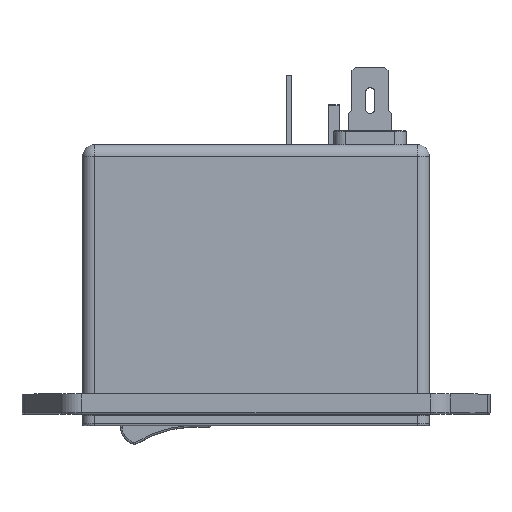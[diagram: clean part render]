
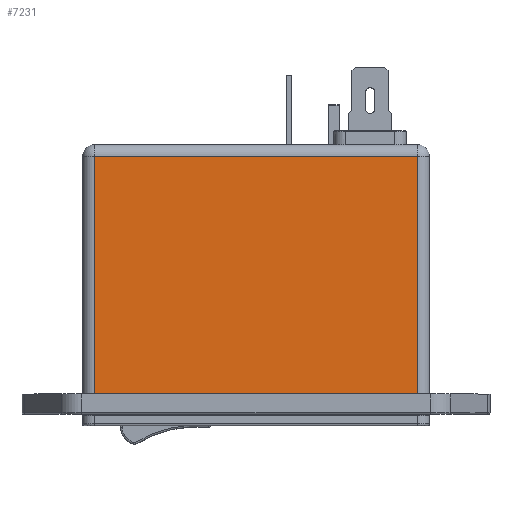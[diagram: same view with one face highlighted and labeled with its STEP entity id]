
A CAD part, top view. The second image highlights one B-rep face of the part: STEP entity #7231.
In plain terms, the highlighted planar face has unit normal (0, 0, 1).
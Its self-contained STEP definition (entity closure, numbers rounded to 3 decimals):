
#186 = CYLINDRICAL_SURFACE('',#187,2.);
#187 = AXIS2_PLACEMENT_3D('',#188,#189,#190);
#188 = CARTESIAN_POINT('',(-144.667,-222.395,51.6));
#189 = DIRECTION('',(1.,0.,0.));
#190 = DIRECTION('',(0.,1.,-0.));
#6224 = VERTEX_POINT('',#6225);
#6225 = CARTESIAN_POINT('',(-144.645,-222.395,53.6));
#6274 = EDGE_CURVE('',#6224,#6275,#6277,.T.);
#6275 = VERTEX_POINT('',#6276);
#6276 = CARTESIAN_POINT('',(-88.695,-222.395,53.6));
#6277 = SURFACE_CURVE('',#6278,(#6282,#6289),.PCURVE_S1.);
#6278 = LINE('',#6279,#6280);
#6279 = CARTESIAN_POINT('',(-144.645,-222.395,53.6));
#6280 = VECTOR('',#6281,1.);
#6281 = DIRECTION('',(1.,0.,0.));
#6282 = PCURVE('',#186,#6283);
#6283 = DEFINITIONAL_REPRESENTATION('',(#6284),#6288);
#6284 = LINE('',#6285,#6286);
#6285 = CARTESIAN_POINT('',(1.571,0.022));
#6286 = VECTOR('',#6287,1.);
#6287 = DIRECTION('',(0.,1.));
#6288 = ( GEOMETRIC_REPRESENTATION_CONTEXT(2) 
PARAMETRIC_REPRESENTATION_CONTEXT() REPRESENTATION_CONTEXT('2D SPACE',''
  ) );
#6289 = PCURVE('',#6290,#6295);
#6290 = PLANE('',#6291);
#6291 = AXIS2_PLACEMENT_3D('',#6292,#6293,#6294);
#6292 = CARTESIAN_POINT('',(-86.695,-220.395,53.6));
#6293 = DIRECTION('',(0.,0.,1.));
#6294 = DIRECTION('',(-1.,0.,0.));
#6295 = DEFINITIONAL_REPRESENTATION('',(#6296),#6300);
#6296 = LINE('',#6297,#6298);
#6297 = CARTESIAN_POINT('',(57.95,2.));
#6298 = VECTOR('',#6299,1.);
#6299 = DIRECTION('',(-1.,0.));
#6300 = ( GEOMETRIC_REPRESENTATION_CONTEXT(2) 
PARAMETRIC_REPRESENTATION_CONTEXT() REPRESENTATION_CONTEXT('2D SPACE',''
  ) );
#6417 = CYLINDRICAL_SURFACE('',#6418,2.);
#6418 = AXIS2_PLACEMENT_3D('',#6419,#6420,#6421);
#6419 = CARTESIAN_POINT('',(-88.695,-339.952,51.6));
#6420 = DIRECTION('',(0.,1.,-0.));
#6421 = DIRECTION('',(0.,0.,1.));
#6432 = EDGE_CURVE('',#6433,#6275,#6435,.T.);
#6433 = VERTEX_POINT('',#6434);
#6434 = CARTESIAN_POINT('',(-88.695,-263.495,53.6));
#6435 = SURFACE_CURVE('',#6436,(#6440,#6447),.PCURVE_S1.);
#6436 = LINE('',#6437,#6438);
#6437 = CARTESIAN_POINT('',(-88.695,-263.495,53.6));
#6438 = VECTOR('',#6439,1.);
#6439 = DIRECTION('',(0.,1.,-0.));
#6440 = PCURVE('',#6417,#6441);
#6441 = DEFINITIONAL_REPRESENTATION('',(#6442),#6446);
#6442 = LINE('',#6443,#6444);
#6443 = CARTESIAN_POINT('',(0.,76.457));
#6444 = VECTOR('',#6445,1.);
#6445 = DIRECTION('',(0.,1.));
#6446 = ( GEOMETRIC_REPRESENTATION_CONTEXT(2) 
PARAMETRIC_REPRESENTATION_CONTEXT() REPRESENTATION_CONTEXT('2D SPACE',''
  ) );
#6447 = PCURVE('',#6290,#6448);
#6448 = DEFINITIONAL_REPRESENTATION('',(#6449),#6453);
#6449 = LINE('',#6450,#6451);
#6450 = CARTESIAN_POINT('',(2.,43.1));
#6451 = VECTOR('',#6452,1.);
#6452 = DIRECTION('',(0.,-1.));
#6453 = ( GEOMETRIC_REPRESENTATION_CONTEXT(2) 
PARAMETRIC_REPRESENTATION_CONTEXT() REPRESENTATION_CONTEXT('2D SPACE',''
  ) );
#6472 = PLANE('',#6473);
#6473 = AXIS2_PLACEMENT_3D('',#6474,#6475,#6476);
#6474 = CARTESIAN_POINT('',(-116.67,-263.495,39.35));
#6475 = DIRECTION('',(0.,-1.,0.));
#6476 = DIRECTION('',(0.,0.,-1.));
#7071 = CYLINDRICAL_SURFACE('',#7072,2.);
#7072 = AXIS2_PLACEMENT_3D('',#7073,#7074,#7075);
#7073 = CARTESIAN_POINT('',(-144.645,-339.952,51.6));
#7074 = DIRECTION('',(0.,1.,-0.));
#7075 = DIRECTION('',(-1.,0.,0.));
#7187 = VERTEX_POINT('',#7188);
#7188 = CARTESIAN_POINT('',(-144.645,-263.495,53.6));
#7210 = EDGE_CURVE('',#7187,#6224,#7211,.T.);
#7211 = SURFACE_CURVE('',#7212,(#7216,#7223),.PCURVE_S1.);
#7212 = LINE('',#7213,#7214);
#7213 = CARTESIAN_POINT('',(-144.645,-263.495,53.6));
#7214 = VECTOR('',#7215,1.);
#7215 = DIRECTION('',(0.,1.,-0.));
#7216 = PCURVE('',#7071,#7217);
#7217 = DEFINITIONAL_REPRESENTATION('',(#7218),#7222);
#7218 = LINE('',#7219,#7220);
#7219 = CARTESIAN_POINT('',(1.571,76.457));
#7220 = VECTOR('',#7221,1.);
#7221 = DIRECTION('',(0.,1.));
#7222 = ( GEOMETRIC_REPRESENTATION_CONTEXT(2) 
PARAMETRIC_REPRESENTATION_CONTEXT() REPRESENTATION_CONTEXT('2D SPACE',''
  ) );
#7223 = PCURVE('',#6290,#7224);
#7224 = DEFINITIONAL_REPRESENTATION('',(#7225),#7229);
#7225 = LINE('',#7226,#7227);
#7226 = CARTESIAN_POINT('',(57.95,43.1));
#7227 = VECTOR('',#7228,1.);
#7228 = DIRECTION('',(0.,-1.));
#7229 = ( GEOMETRIC_REPRESENTATION_CONTEXT(2) 
PARAMETRIC_REPRESENTATION_CONTEXT() REPRESENTATION_CONTEXT('2D SPACE',''
  ) );
#7231 = ADVANCED_FACE('',(#7232),#6290,.T.);
#7232 = FACE_BOUND('',#7233,.F.);
#7233 = EDGE_LOOP('',(#7234,#7235,#7236,#7257));
#7234 = ORIENTED_EDGE('',*,*,#6274,.T.);
#7235 = ORIENTED_EDGE('',*,*,#6432,.F.);
#7236 = ORIENTED_EDGE('',*,*,#7237,.T.);
#7237 = EDGE_CURVE('',#6433,#7187,#7238,.T.);
#7238 = SURFACE_CURVE('',#7239,(#7243,#7250),.PCURVE_S1.);
#7239 = LINE('',#7240,#7241);
#7240 = CARTESIAN_POINT('',(-88.695,-263.495,53.6));
#7241 = VECTOR('',#7242,1.);
#7242 = DIRECTION('',(-1.,0.,0.));
#7243 = PCURVE('',#6290,#7244);
#7244 = DEFINITIONAL_REPRESENTATION('',(#7245),#7249);
#7245 = LINE('',#7246,#7247);
#7246 = CARTESIAN_POINT('',(2.,43.1));
#7247 = VECTOR('',#7248,1.);
#7248 = DIRECTION('',(1.,0.));
#7249 = ( GEOMETRIC_REPRESENTATION_CONTEXT(2) 
PARAMETRIC_REPRESENTATION_CONTEXT() REPRESENTATION_CONTEXT('2D SPACE',''
  ) );
#7250 = PCURVE('',#6472,#7251);
#7251 = DEFINITIONAL_REPRESENTATION('',(#7252),#7256);
#7252 = LINE('',#7253,#7254);
#7253 = CARTESIAN_POINT('',(-14.25,27.975));
#7254 = VECTOR('',#7255,1.);
#7255 = DIRECTION('',(0.,-1.));
#7256 = ( GEOMETRIC_REPRESENTATION_CONTEXT(2) 
PARAMETRIC_REPRESENTATION_CONTEXT() REPRESENTATION_CONTEXT('2D SPACE',''
  ) );
#7257 = ORIENTED_EDGE('',*,*,#7210,.T.);
